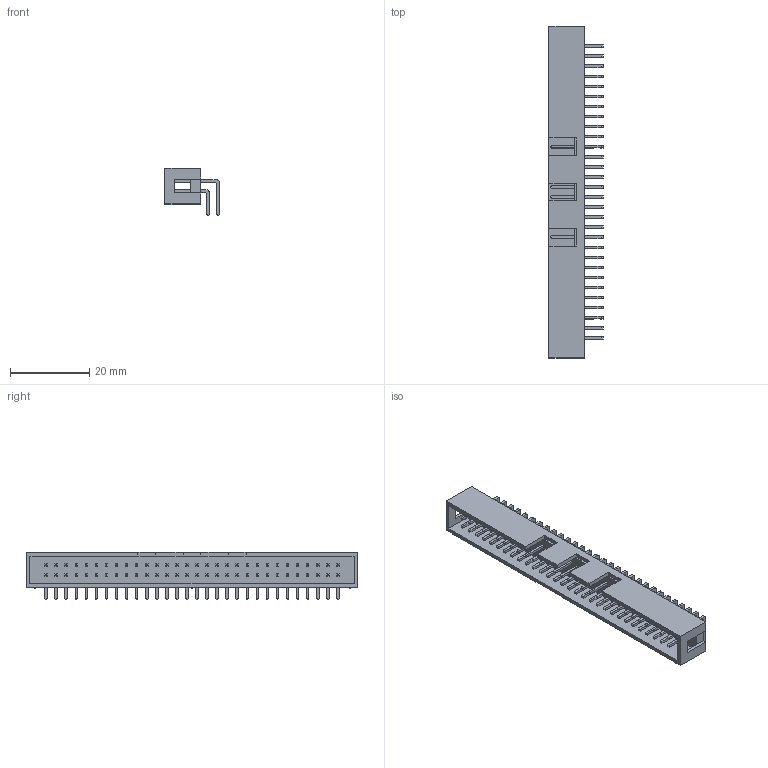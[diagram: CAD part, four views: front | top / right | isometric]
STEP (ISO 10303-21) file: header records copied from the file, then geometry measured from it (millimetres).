
FILE_DESCRIPTION(('FreeCAD Model'),'2;1');
FILE_NAME('Box_Header_Angled_2x30.step', '2019-08-17T23:13:48',('Author'),(''), 'Open CASCADE STEP processor 6.8','FreeCAD','Unknown');
FILE_SCHEMA(('AUTOMOTIVE_DESIGN_CC2 { 1 2 10303 214 -1 1 5 4 }'));
Length unit declared in the file: millimetre
Products named in the file (1): Box_Header_Angled_2x30
Bounding box: 13.7 x 83.82 x 12 mm (x, y, z)
Volume: 3333.5 mm3; surface area: 6688 mm2
Topology: 1 solids, 1 shells, 1368 faces, 3260 edges, 2010 vertices
Faces by surface type: plane 1248, cylinder 120
Entity records: 47861 total; most frequent: CARTESIAN_POINT 6639, ORIENTED_EDGE 6520, DIRECTION 6238, EDGE_CURVE 3260, LINE 3020, VECTOR 3020, VERTEX_POINT 2010, AXIS2_PLACEMENT_3D 1609
